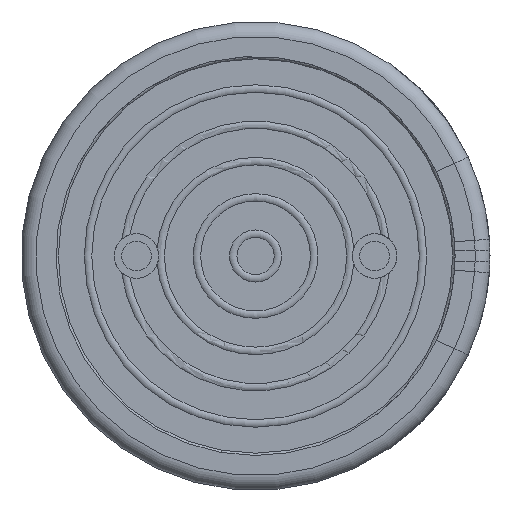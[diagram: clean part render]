
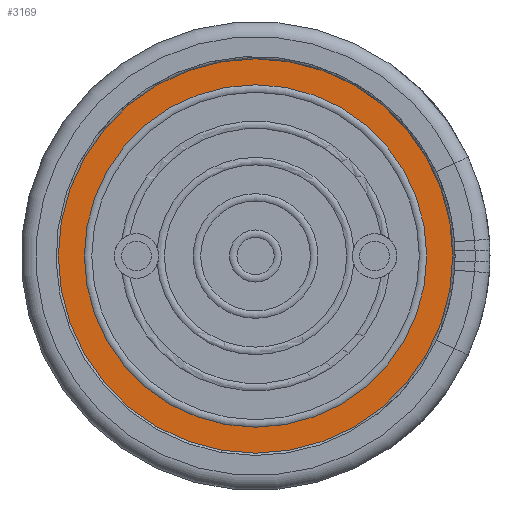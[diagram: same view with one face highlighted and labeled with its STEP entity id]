
A CAD part, front view. The second image highlights one B-rep face of the part: STEP entity #3169.
In plain terms, the highlighted planar face has unit normal (0, -1, 0).
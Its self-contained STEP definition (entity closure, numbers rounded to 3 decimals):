
#41=FACE_BOUND('',#488,.T.);
#215=PLANE('',#3541);
#339=FACE_OUTER_BOUND('',#487,.T.);
#487=EDGE_LOOP('',(#2828,#2829));
#488=EDGE_LOOP('',(#2830,#2831));
#967=CIRCLE('',#3475,2.65);
#968=CIRCLE('',#3476,2.65);
#1002=CIRCLE('',#3519,2.3);
#1003=CIRCLE('',#3520,2.3);
#1365=VERTEX_POINT('',#6075);
#1366=VERTEX_POINT('',#6077);
#1395=VERTEX_POINT('',#6159);
#1396=VERTEX_POINT('',#6160);
#1829=EDGE_CURVE('',#1365,#1366,#967,.T.);
#1830=EDGE_CURVE('',#1366,#1365,#968,.T.);
#1873=EDGE_CURVE('',#1395,#1396,#1002,.T.);
#1874=EDGE_CURVE('',#1396,#1395,#1003,.T.);
#2828=ORIENTED_EDGE('',*,*,#1830,.F.);
#2829=ORIENTED_EDGE('',*,*,#1829,.F.);
#2830=ORIENTED_EDGE('',*,*,#1873,.T.);
#2831=ORIENTED_EDGE('',*,*,#1874,.T.);
#3169=ADVANCED_FACE('',(#339,#41),#215,.T.);
#3475=AXIS2_PLACEMENT_3D('',#6078,#4231,#4232);
#3476=AXIS2_PLACEMENT_3D('',#6079,#4233,#4234);
#3519=AXIS2_PLACEMENT_3D('',#6161,#4328,#4329);
#3520=AXIS2_PLACEMENT_3D('',#6162,#4330,#4331);
#3541=AXIS2_PLACEMENT_3D('',#6196,#4375,#4376);
#4231=DIRECTION('center_axis',(0.,1.,0.));
#4232=DIRECTION('ref_axis',(1.,0.,0.));
#4233=DIRECTION('center_axis',(0.,1.,0.));
#4234=DIRECTION('ref_axis',(1.,0.,0.));
#4328=DIRECTION('center_axis',(0.,1.,0.));
#4329=DIRECTION('ref_axis',(-1.,0.,0.));
#4330=DIRECTION('center_axis',(0.,1.,0.));
#4331=DIRECTION('ref_axis',(-1.,0.,0.));
#4375=DIRECTION('center_axis',(0.,-1.,0.));
#4376=DIRECTION('ref_axis',(0.,0.,-1.));
#6075=CARTESIAN_POINT('',(-2.65,0.1,0.));
#6077=CARTESIAN_POINT('',(2.65,0.1,0.));
#6078=CARTESIAN_POINT('Origin',(0.,0.1,0.));
#6079=CARTESIAN_POINT('Origin',(0.,0.1,0.));
#6159=CARTESIAN_POINT('',(-2.3,0.1,0.));
#6160=CARTESIAN_POINT('',(2.3,0.1,0.));
#6161=CARTESIAN_POINT('Origin',(0.,0.1,0.));
#6162=CARTESIAN_POINT('Origin',(0.,0.1,0.));
#6196=CARTESIAN_POINT('Origin',(0.,0.1,0.));
